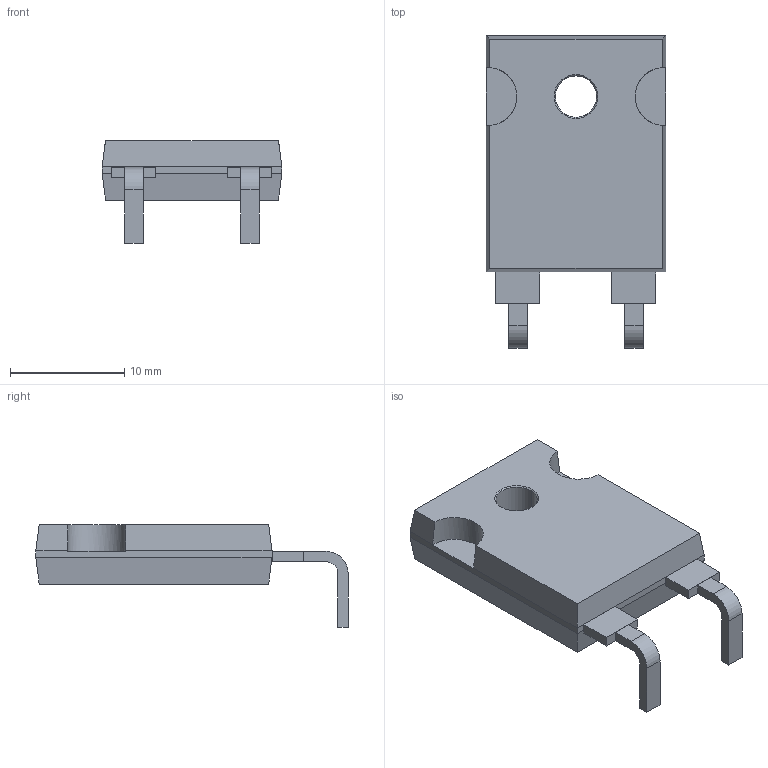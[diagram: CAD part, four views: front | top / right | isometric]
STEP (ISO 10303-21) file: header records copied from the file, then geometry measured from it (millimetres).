
FILE_DESCRIPTION((''),'2;1');
FILE_NAME('RES_CADDOCK_MP9100_H.stp','2011-10-03T15:52:41',(''),(''),'Mechanical Desktop 2011','Mechanical Desktop 2011',', , ');
FILE_SCHEMA(('AUTOMOTIVE_DESIGN { 1 2 10303 214 1 1 1 1 }'));
Length unit declared in the file: millimetre
Products named in the file (1): Product
Bounding box: 15.75 x 27.38 x 9.01 mm (x, y, z)
Volume: 1593 mm3; surface area: 1577.7 mm2
Topology: 6 solids, 6 shells, 67 faces, 152 edges, 98 vertices
Faces by surface type: plane 51, cylinder 8, bspline 6, cone 2
Entity records: 1899 total; most frequent: CARTESIAN_POINT 336, ORIENTED_EDGE 304, DIRECTION 298, EDGE_CURVE 152, VECTOR 130, LINE 130, VERTEX_POINT 98, AXIS2_PLACEMENT_3D 84
